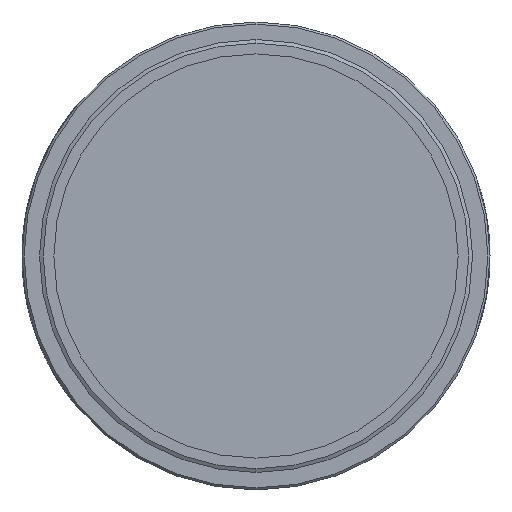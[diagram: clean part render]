
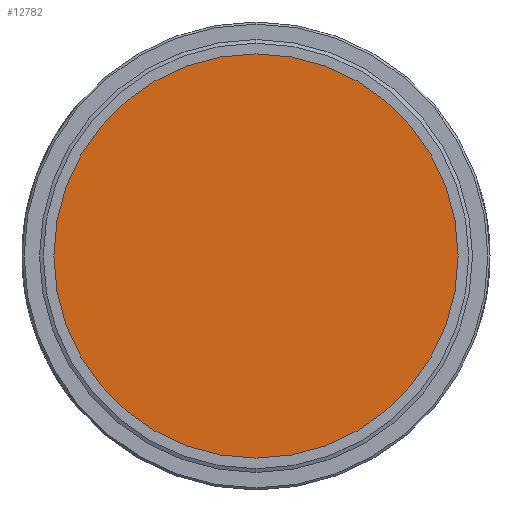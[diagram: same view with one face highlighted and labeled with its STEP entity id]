
A CAD part, left-side view. The second image highlights one B-rep face of the part: STEP entity #12782.
In plain terms, the highlighted planar face has unit normal (-1, 0, 0).
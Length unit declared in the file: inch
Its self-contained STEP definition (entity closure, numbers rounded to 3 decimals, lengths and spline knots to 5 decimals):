
#1472 = EDGE_LOOP ( 'NONE', ( #13390, #3408 ) ) ;
#2523 = AXIS2_PLACEMENT_3D ( 'NONE', #3367, #12181, #4645 ) ;
#3095 = EDGE_CURVE ( 'NONE', #13895, #6191, #6421, .T. ) ;
#3367 = CARTESIAN_POINT ( 'NONE',  ( -0.105, 0., 0. ) ) ;
#3408 = ORIENTED_EDGE ( 'NONE', *, *, #10999, .F. ) ;
#3993 = PLANE ( 'NONE',  #6960 ) ;
#4645 = DIRECTION ( 'NONE',  ( 0., 0.216, -0.976 ) ) ;
#5036 = CARTESIAN_POINT ( 'NONE',  ( -0.105, 0., 0. ) ) ;
#6191 = VERTEX_POINT ( 'NONE', #10728 ) ;
#6288 = DIRECTION ( 'NONE',  ( 0., 0.216, -0.976 ) ) ;
#6421 = CIRCLE ( 'NONE', #10197, 1. ) ;
#6960 = AXIS2_PLACEMENT_3D ( 'NONE', #8990, #15331, #7783 ) ;
#7783 = DIRECTION ( 'NONE',  ( 0., 0.216, -0.976 ) ) ;
#7854 = FACE_OUTER_BOUND ( 'NONE', #1472, .T. ) ;
#8405 = CIRCLE ( 'NONE', #2523, 1. ) ;
#8990 = CARTESIAN_POINT ( 'NONE',  ( -0.105, 0., 0. ) ) ;
#10197 = AXIS2_PLACEMENT_3D ( 'NONE', #5036, #13833, #6288 ) ;
#10728 = CARTESIAN_POINT ( 'NONE',  ( -0.105, -0.21599, 0.9764 ) ) ;
#10999 = EDGE_CURVE ( 'NONE', #6191, #13895, #8405, .T. ) ;
#12181 = DIRECTION ( 'NONE',  ( 1., 0., 0. ) ) ;
#12782 = ADVANCED_FACE ( 'NONE', ( #7854 ), #3993, .F. ) ;
#13390 = ORIENTED_EDGE ( 'NONE', *, *, #3095, .F. ) ;
#13833 = DIRECTION ( 'NONE',  ( 1., 0., 0. ) ) ;
#13895 = VERTEX_POINT ( 'NONE', #14149 ) ;
#14149 = CARTESIAN_POINT ( 'NONE',  ( -0.105, 0.21599, -0.9764 ) ) ;
#15331 = DIRECTION ( 'NONE',  ( 1., 0., 0. ) ) ;
